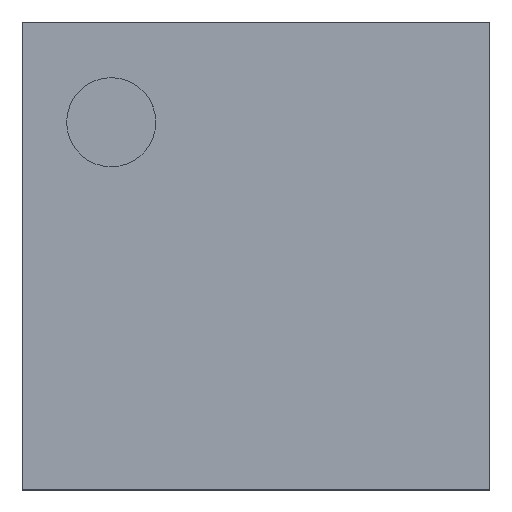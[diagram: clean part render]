
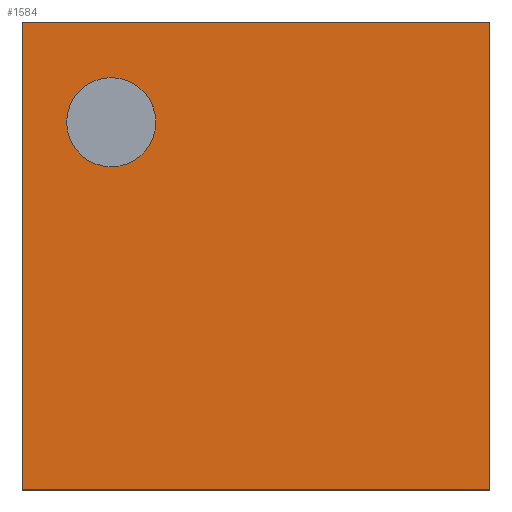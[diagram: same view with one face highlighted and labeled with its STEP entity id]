
A CAD part, top view. The second image highlights one B-rep face of the part: STEP entity #1584.
In plain terms, the highlighted planar face has unit normal (0, 0, 1).
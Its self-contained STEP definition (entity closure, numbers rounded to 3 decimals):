
#28=FACE_BOUND($,#165,.T.);
#30=CIRCLE($,#1689,0.2);
#69=FACE_OUTER_BOUND($,#164,.T.);
#164=EDGE_LOOP($,(#1225,#1226,#1227,#1228));
#165=EDGE_LOOP($,(#1229));
#323=LINE($,#2380,#539);
#326=LINE($,#2386,#542);
#328=LINE($,#2389,#544);
#329=LINE($,#2390,#545);
#539=VECTOR($,#1937,2.1);
#542=VECTOR($,#1942,2.1);
#544=VECTOR($,#1946,2.1);
#545=VECTOR($,#1947,2.1);
#723=VERTEX_POINT($,#2357);
#724=VERTEX_POINT($,#2377);
#725=VERTEX_POINT($,#2379);
#726=VERTEX_POINT($,#2383);
#727=VERTEX_POINT($,#2385);
#893=EDGE_CURVE($,#723,#723,#30,.T.);
#903=EDGE_CURVE($,#725,#724,#323,.T.);
#906=EDGE_CURVE($,#727,#726,#326,.T.);
#908=EDGE_CURVE($,#724,#727,#328,.T.);
#909=EDGE_CURVE($,#726,#725,#329,.T.);
#1225=ORIENTED_EDGE($,*,*,#908,.T.);
#1226=ORIENTED_EDGE($,*,*,#906,.T.);
#1227=ORIENTED_EDGE($,*,*,#909,.T.);
#1228=ORIENTED_EDGE($,*,*,#903,.T.);
#1229=ORIENTED_EDGE($,*,*,#893,.T.);
#1490=PLANE($,#1701);
#1584=ADVANCED_FACE($,(#69,#28),#1490,.T.);
#1689=AXIS2_PLACEMENT_3D($,#2358,#1906,#1907);
#1701=AXIS2_PLACEMENT_3D($,#2388,#1944,#1945);
#1906=DIRECTION('center_axis',(0.,0.,-1.));
#1907=DIRECTION('ref_axis',(1.,0.,0.));
#1937=DIRECTION($,(0.,-1.,0.));
#1942=DIRECTION($,(0.,1.,0.));
#1944=DIRECTION('center_axis',(0.,0.,1.));
#1945=DIRECTION('ref_axis',(0.,-1.,0.));
#1946=DIRECTION($,(1.,0.,0.));
#1947=DIRECTION($,(-1.,0.,0.));
#2357=CARTESIAN_POINT('',(-0.45,0.6,0.8));
#2358=CARTESIAN_POINT('Origin',(-0.65,0.6,0.8));
#2377=CARTESIAN_POINT('',(-1.05,-1.05,0.8));
#2379=CARTESIAN_POINT('',(-1.05,1.05,0.8));
#2380=CARTESIAN_POINT($,(-1.05,0.,0.8));
#2383=CARTESIAN_POINT('',(1.05,1.05,0.8));
#2385=CARTESIAN_POINT('',(1.05,-1.05,0.8));
#2386=CARTESIAN_POINT($,(1.05,0.,0.8));
#2388=CARTESIAN_POINT('Origin',(0.,0.,0.8));
#2389=CARTESIAN_POINT($,(0.,-1.05,0.8));
#2390=CARTESIAN_POINT($,(0.,1.05,0.8));
